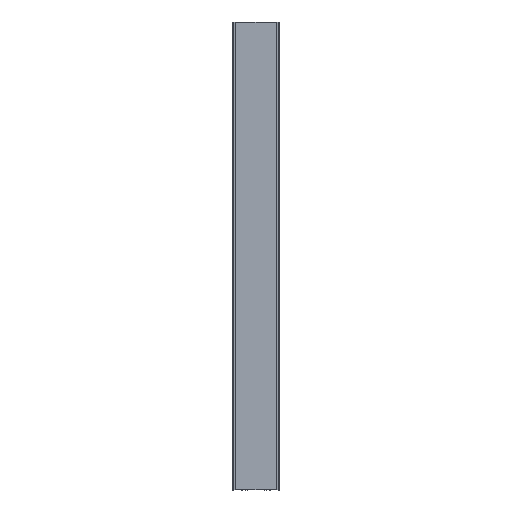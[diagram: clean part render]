
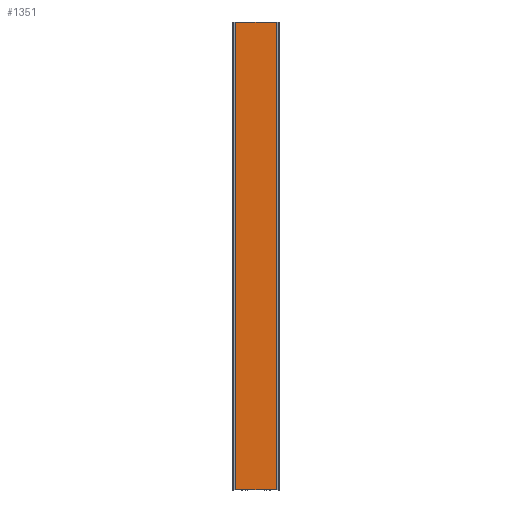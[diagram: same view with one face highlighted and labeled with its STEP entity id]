
A CAD part, top view. The second image highlights one B-rep face of the part: STEP entity #1351.
In plain terms, the highlighted planar face has unit normal (0, 0, 1).
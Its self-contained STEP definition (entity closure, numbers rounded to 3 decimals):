
#75=FACE_OUTER_BOUND('',#141,.T.);
#141=EDGE_LOOP('',(#1065,#1066,#1067,#1068));
#311=LINE('',#2104,#499);
#312=LINE('',#2107,#500);
#313=LINE('',#2109,#501);
#314=LINE('',#2110,#502);
#499=VECTOR('',#1723,10.);
#500=VECTOR('',#1726,10.);
#501=VECTOR('',#1727,10.);
#502=VECTOR('',#1728,10.);
#637=VERTEX_POINT('',#2100);
#638=VERTEX_POINT('',#2102);
#639=VERTEX_POINT('',#2106);
#640=VERTEX_POINT('',#2108);
#819=EDGE_CURVE('',#637,#638,#311,.T.);
#820=EDGE_CURVE('',#639,#637,#312,.T.);
#821=EDGE_CURVE('',#640,#638,#313,.T.);
#822=EDGE_CURVE('',#639,#640,#314,.T.);
#1065=ORIENTED_EDGE('',*,*,#820,.T.);
#1066=ORIENTED_EDGE('',*,*,#819,.T.);
#1067=ORIENTED_EDGE('',*,*,#821,.F.);
#1068=ORIENTED_EDGE('',*,*,#822,.F.);
#1285=PLANE('',#1435);
#1351=ADVANCED_FACE('',(#75),#1285,.T.);
#1435=AXIS2_PLACEMENT_3D('',#2105,#1724,#1725);
#1723=DIRECTION('',(0.,1.,0.));
#1724=DIRECTION('center_axis',(0.,0.,1.));
#1725=DIRECTION('ref_axis',(1.,0.,0.));
#1726=DIRECTION('',(1.,0.,0.));
#1727=DIRECTION('',(1.,0.,0.));
#1728=DIRECTION('',(0.,1.,0.));
#2100=CARTESIAN_POINT('',(49.5,0.,7.5));
#2102=CARTESIAN_POINT('',(49.5,500.,7.5));
#2104=CARTESIAN_POINT('',(49.5,0.,7.5));
#2105=CARTESIAN_POINT('Origin',(1.5,0.,7.5));
#2106=CARTESIAN_POINT('',(1.5,0.,7.5));
#2107=CARTESIAN_POINT('',(1.5,0.,7.5));
#2108=CARTESIAN_POINT('',(1.5,500.,7.5));
#2109=CARTESIAN_POINT('',(1.5,500.,7.5));
#2110=CARTESIAN_POINT('',(1.5,0.,7.5));
